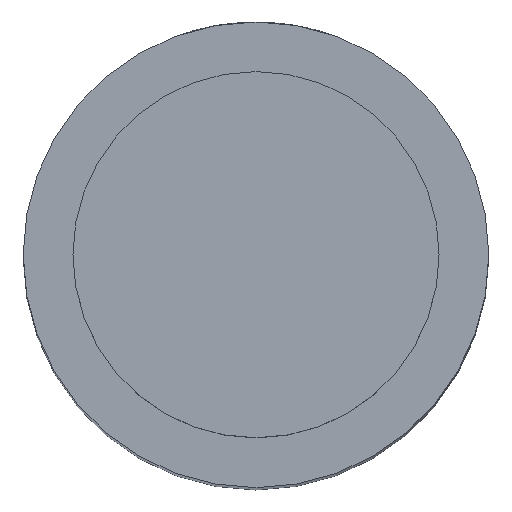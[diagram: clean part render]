
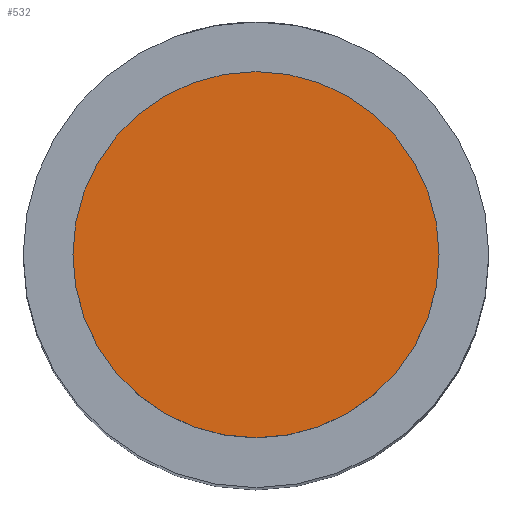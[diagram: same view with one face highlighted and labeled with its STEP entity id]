
A CAD part, top view. The second image highlights one B-rep face of the part: STEP entity #532.
In plain terms, the highlighted planar face has unit normal (0, 0, 1).
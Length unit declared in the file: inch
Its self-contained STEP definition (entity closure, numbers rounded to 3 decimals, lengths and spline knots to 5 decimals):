
#22 = EDGE_CURVE ( 'NONE', #878, #87, #261, .T. ) ;
#32 = CARTESIAN_POINT ( 'NONE',  ( -0.196, 0., 0.18 ) ) ;
#87 = VERTEX_POINT ( 'NONE', #937 ) ;
#94 = CIRCLE ( 'NONE', #383, 0.196 ) ;
#158 = EDGE_LOOP ( 'NONE', ( #219, #182 ) ) ;
#172 = DIRECTION ( 'NONE',  ( 0., 0., -1. ) ) ;
#178 = DIRECTION ( 'NONE',  ( -1., 0., 0. ) ) ;
#182 = ORIENTED_EDGE ( 'NONE', *, *, #22, .T. ) ;
#211 = DIRECTION ( 'NONE',  ( 1., 0., 0. ) ) ;
#219 = ORIENTED_EDGE ( 'NONE', *, *, #900, .T. ) ;
#261 = CIRCLE ( 'NONE', #696, 0.196 ) ;
#383 = AXIS2_PLACEMENT_3D ( 'NONE', #547, #689, #619 ) ;
#422 = CARTESIAN_POINT ( 'NONE',  ( 0., 0., 0.18 ) ) ;
#532 = ADVANCED_FACE ( 'NONE', ( #883 ), #827, .F. ) ;
#547 = CARTESIAN_POINT ( 'NONE',  ( 0., 0., 0.18 ) ) ;
#619 = DIRECTION ( 'NONE',  ( 1., 0., 0. ) ) ;
#689 = DIRECTION ( 'NONE',  ( 0., 0., 1. ) ) ;
#696 = AXIS2_PLACEMENT_3D ( 'NONE', #422, #717, #211 ) ;
#717 = DIRECTION ( 'NONE',  ( 0., 0., 1. ) ) ;
#814 = CARTESIAN_POINT ( 'NONE',  ( 0., 0., 0.18 ) ) ;
#827 = PLANE ( 'NONE',  #876 ) ;
#876 = AXIS2_PLACEMENT_3D ( 'NONE', #814, #172, #178 ) ;
#878 = VERTEX_POINT ( 'NONE', #32 ) ;
#883 = FACE_OUTER_BOUND ( 'NONE', #158, .T. ) ;
#900 = EDGE_CURVE ( 'NONE', #87, #878, #94, .T. ) ;
#937 = CARTESIAN_POINT ( 'NONE',  ( 0.196, 0., 0.18 ) ) ;
